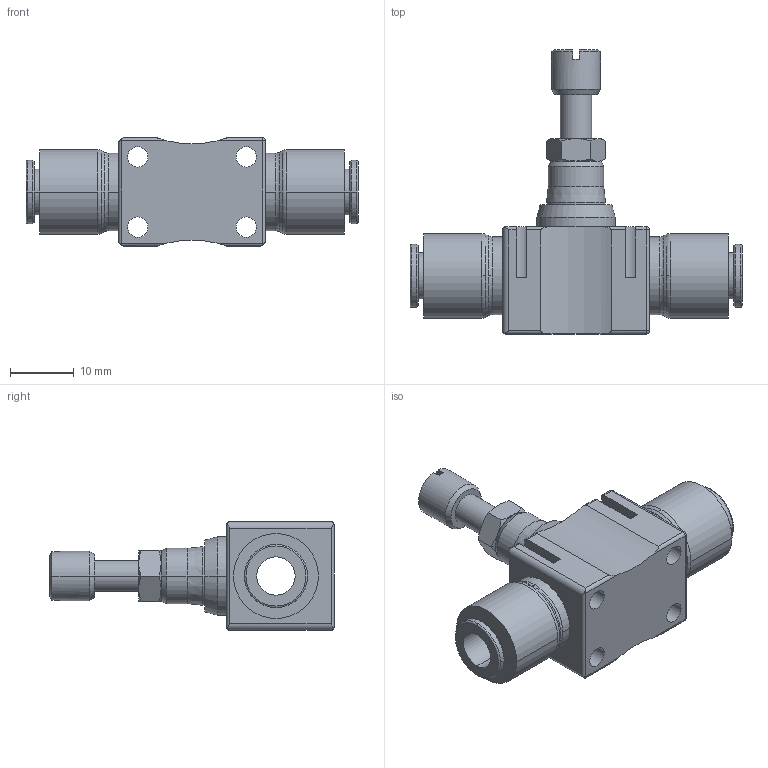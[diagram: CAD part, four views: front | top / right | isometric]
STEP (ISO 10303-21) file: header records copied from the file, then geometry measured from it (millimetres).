
FILE_DESCRIPTION(('STEP AP214'),'1');
FILE_NAME('7772_06_00.stp','2016-07-07T14:31:58',('TraceParts'),('TraceParts S.A.'),'Spatial InterOp 3D',' ',' ');
FILE_SCHEMA(('automotive_design'));
Length unit declared in the file: millimetre
Products named in the file (1): 1
Bounding box: 52 x 44.5 x 17 mm (x, y, z)
Volume: 9240.1 mm3; surface area: 5644.6 mm2
Topology: 1 solids, 1 shells, 158 faces, 404 edges, 254 vertices
Faces by surface type: cylinder 60, plane 42, cone 36, torus 12, sphere 8
Entity records: 5233 total; most frequent: CARTESIAN_POINT 1345, DIRECTION 860, ORIENTED_EDGE 804, EDGE_CURVE 402, AXIS2_PLACEMENT_3D 353, VERTEX_POINT 254, CIRCLE 194, EDGE_LOOP 176
